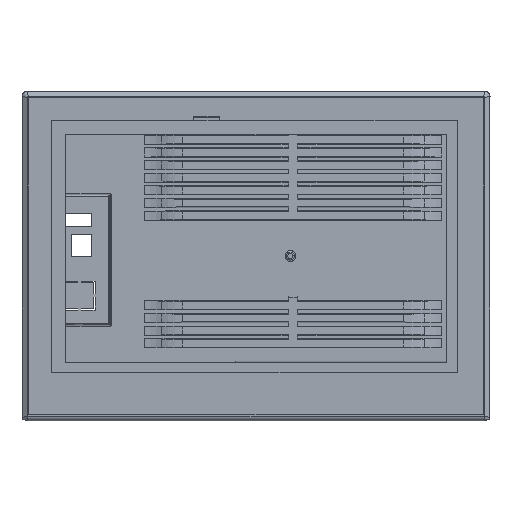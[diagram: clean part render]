
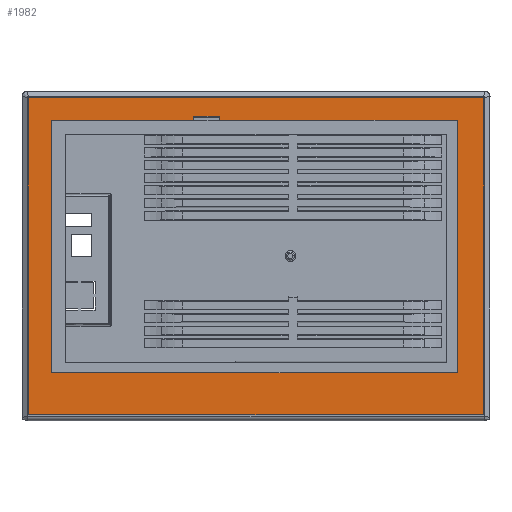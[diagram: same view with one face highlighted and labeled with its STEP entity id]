
A CAD part, front view. The second image highlights one B-rep face of the part: STEP entity #1982.
In plain terms, the highlighted planar face has unit normal (0, -1, 0).
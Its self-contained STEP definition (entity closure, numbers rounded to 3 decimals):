
#1982=ADVANCED_FACE('',(#4836,#2989),#47449,.T.);
#2989=FACE_BOUND('',#7656,.T.);
#4836=FACE_OUTER_BOUND('',#7655,.T.);
#7655=EDGE_LOOP('',(#18055,#18056,#18057,#18058,#18059,#18060,#18061,#18062));
#7656=EDGE_LOOP('',(#18063,#18064,#18065,#18066,#18067,#18068,#18069,#18070));
#18055=ORIENTED_EDGE('',*,*,#29461,.T.);
#18056=ORIENTED_EDGE('',*,*,#29457,.F.);
#18057=ORIENTED_EDGE('',*,*,#29455,.T.);
#18058=ORIENTED_EDGE('',*,*,#29476,.T.);
#18059=ORIENTED_EDGE('',*,*,#29473,.T.);
#18060=ORIENTED_EDGE('',*,*,#29470,.F.);
#18061=ORIENTED_EDGE('',*,*,#29467,.T.);
#18062=ORIENTED_EDGE('',*,*,#29464,.F.);
#18063=ORIENTED_EDGE('',*,*,#29484,.T.);
#18064=ORIENTED_EDGE('',*,*,#29477,.T.);
#18065=ORIENTED_EDGE('',*,*,#29478,.T.);
#18066=ORIENTED_EDGE('',*,*,#29479,.T.);
#18067=ORIENTED_EDGE('',*,*,#29480,.T.);
#18068=ORIENTED_EDGE('',*,*,#29481,.T.);
#18069=ORIENTED_EDGE('',*,*,#29482,.T.);
#18070=ORIENTED_EDGE('',*,*,#29483,.T.);
#29455=EDGE_CURVE('',#44241,#44240,#32862,.T.);
#29457=EDGE_CURVE('',#44241,#44242,#38061,.T.);
#29461=EDGE_CURVE('',#44245,#44242,#32864,.T.);
#29464=EDGE_CURVE('',#44245,#44247,#38066,.T.);
#29467=EDGE_CURVE('',#44249,#44247,#32866,.T.);
#29470=EDGE_CURVE('',#44249,#44251,#38070,.T.);
#29473=EDGE_CURVE('',#44253,#44251,#32868,.T.);
#29476=EDGE_CURVE('',#44240,#44253,#38074,.T.);
#29477=EDGE_CURVE('',#44254,#44255,#38075,.T.);
#29478=EDGE_CURVE('',#44255,#44256,#38076,.T.);
#29479=EDGE_CURVE('',#44256,#44257,#38077,.T.);
#29480=EDGE_CURVE('',#44257,#44258,#38078,.T.);
#29481=EDGE_CURVE('',#44258,#44259,#38079,.T.);
#29482=EDGE_CURVE('',#44259,#44260,#38080,.T.);
#29483=EDGE_CURVE('',#44260,#44261,#38081,.T.);
#29484=EDGE_CURVE('',#44261,#44254,#38082,.T.);
#32862=(
BOUNDED_CURVE()
B_SPLINE_CURVE(2,(#98152,#98153,#98154),.UNSPECIFIED.,.F.,.F.)
B_SPLINE_CURVE_WITH_KNOTS((3,3),(0.,0.314),.UNSPECIFIED.)
CURVE()
GEOMETRIC_REPRESENTATION_ITEM()
RATIONAL_B_SPLINE_CURVE((1.,0.707,1.))
REPRESENTATION_ITEM('')
);
#32864=(
BOUNDED_CURVE()
B_SPLINE_CURVE(2,(#98166,#98167,#98168),.UNSPECIFIED.,.F.,.F.)
B_SPLINE_CURVE_WITH_KNOTS((3,3),(0.,0.314),.UNSPECIFIED.)
CURVE()
GEOMETRIC_REPRESENTATION_ITEM()
RATIONAL_B_SPLINE_CURVE((1.,0.707,1.))
REPRESENTATION_ITEM('')
);
#32866=(
BOUNDED_CURVE()
B_SPLINE_CURVE(2,(#98180,#98181,#98182),.UNSPECIFIED.,.F.,.F.)
B_SPLINE_CURVE_WITH_KNOTS((3,3),(0.,0.314),.UNSPECIFIED.)
CURVE()
GEOMETRIC_REPRESENTATION_ITEM()
RATIONAL_B_SPLINE_CURVE((1.,0.707,1.))
REPRESENTATION_ITEM('')
);
#32868=(
BOUNDED_CURVE()
B_SPLINE_CURVE(2,(#98194,#98195,#98196),.UNSPECIFIED.,.F.,.F.)
B_SPLINE_CURVE_WITH_KNOTS((3,3),(0.,0.314),.UNSPECIFIED.)
CURVE()
GEOMETRIC_REPRESENTATION_ITEM()
RATIONAL_B_SPLINE_CURVE((1.,0.707,1.))
REPRESENTATION_ITEM('')
);
#38061=B_SPLINE_CURVE_WITH_KNOTS('',1,(#98157,#98158),.UNSPECIFIED.,.F.,
 .F.,(2,2),(0.,184.13),.UNSPECIFIED.);
#38066=B_SPLINE_CURVE_WITH_KNOTS('',1,(#98173,#98174),.UNSPECIFIED.,.F.,
 .F.,(2,2),(-264.5,0.),.UNSPECIFIED.);
#38070=B_SPLINE_CURVE_WITH_KNOTS('',1,(#98187,#98188),.UNSPECIFIED.,.F.,
 .F.,(2,2),(-184.13,0.),.UNSPECIFIED.);
#38074=B_SPLINE_CURVE_WITH_KNOTS('',1,(#98201,#98202),.UNSPECIFIED.,.F.,
 .F.,(2,2),(-264.5,0.),.UNSPECIFIED.);
#38075=B_SPLINE_CURVE_WITH_KNOTS('',1,(#98203,#98204),.UNSPECIFIED.,.F.,
 .F.,(2,2),(0.,82.6),.UNSPECIFIED.);
#38076=B_SPLINE_CURVE_WITH_KNOTS('',1,(#98205,#98206),.UNSPECIFIED.,.F.,
 .F.,(2,2),(0.,2.5),.UNSPECIFIED.);
#38077=B_SPLINE_CURVE_WITH_KNOTS('',1,(#98207,#98208),.UNSPECIFIED.,.F.,
 .F.,(2,2),(0.,15.),.UNSPECIFIED.);
#38078=B_SPLINE_CURVE_WITH_KNOTS('',1,(#98209,#98210),.UNSPECIFIED.,.F.,
 .F.,(2,2),(0.,2.5),.UNSPECIFIED.);
#38079=B_SPLINE_CURVE_WITH_KNOTS('',1,(#98211,#98212),.UNSPECIFIED.,.F.,
 .F.,(2,2),(-138.4,0.),.UNSPECIFIED.);
#38080=B_SPLINE_CURVE_WITH_KNOTS('',1,(#98213,#98214),.UNSPECIFIED.,.F.,
 .F.,(2,2),(0.,146.8),.UNSPECIFIED.);
#38081=B_SPLINE_CURVE_WITH_KNOTS('',1,(#98215,#98216),.UNSPECIFIED.,.F.,
 .F.,(2,2),(0.,236.),.UNSPECIFIED.);
#38082=B_SPLINE_CURVE_WITH_KNOTS('',1,(#98217,#98218),.UNSPECIFIED.,.F.,
 .F.,(2,2),(0.,146.8),.UNSPECIFIED.);
#44240=VERTEX_POINT('',#93525);
#44241=VERTEX_POINT('',#93526);
#44242=VERTEX_POINT('',#93527);
#44245=VERTEX_POINT('',#93530);
#44247=VERTEX_POINT('',#93532);
#44249=VERTEX_POINT('',#93534);
#44251=VERTEX_POINT('',#93536);
#44253=VERTEX_POINT('',#93538);
#44254=VERTEX_POINT('',#93539);
#44255=VERTEX_POINT('',#93540);
#44256=VERTEX_POINT('',#93541);
#44257=VERTEX_POINT('',#93542);
#44258=VERTEX_POINT('',#93543);
#44259=VERTEX_POINT('',#93544);
#44260=VERTEX_POINT('',#93545);
#44261=VERTEX_POINT('',#93546);
#47449=PLANE('',#49408);
#49408=AXIS2_PLACEMENT_3D('',#82454,#51334,$);
#51334=DIRECTION('',(0.,-1.,0.));
#82454=CARTESIAN_POINT('',(298.044,0.804,15.591));
#93525=CARTESIAN_POINT('',(5.654,0.804,-188.592));
#93526=CARTESIAN_POINT('',(5.454,0.804,-188.392));
#93527=CARTESIAN_POINT('',(5.454,0.804,-4.262));
#93530=CARTESIAN_POINT('',(5.654,0.804,-4.062));
#93532=CARTESIAN_POINT('',(270.154,0.804,-4.062));
#93534=CARTESIAN_POINT('',(270.354,0.804,-4.262));
#93536=CARTESIAN_POINT('',(270.354,0.804,-188.392));
#93538=CARTESIAN_POINT('',(270.154,0.804,-188.592));
#93539=CARTESIAN_POINT('',(19.004,0.804,-17.412));
#93540=CARTESIAN_POINT('',(101.604,0.804,-17.412));
#93541=CARTESIAN_POINT('',(101.604,0.804,-14.912));
#93542=CARTESIAN_POINT('',(116.604,0.804,-14.912));
#93543=CARTESIAN_POINT('',(116.604,0.804,-17.412));
#93544=CARTESIAN_POINT('',(255.004,0.804,-17.412));
#93545=CARTESIAN_POINT('',(255.004,0.804,-164.212));
#93546=CARTESIAN_POINT('',(19.004,0.804,-164.212));
#98152=CARTESIAN_POINT('',(5.454,0.804,-188.392));
#98153=CARTESIAN_POINT('',(5.454,0.804,-188.592));
#98154=CARTESIAN_POINT('',(5.654,0.804,-188.592));
#98157=CARTESIAN_POINT('',(5.454,0.804,-188.392));
#98158=CARTESIAN_POINT('',(5.454,0.804,-4.262));
#98166=CARTESIAN_POINT('',(5.654,0.804,-4.062));
#98167=CARTESIAN_POINT('',(5.454,0.804,-4.062));
#98168=CARTESIAN_POINT('',(5.454,0.804,-4.262));
#98173=CARTESIAN_POINT('',(5.654,0.804,-4.062));
#98174=CARTESIAN_POINT('',(270.154,0.804,-4.062));
#98180=CARTESIAN_POINT('',(270.354,0.804,-4.262));
#98181=CARTESIAN_POINT('',(270.354,0.804,-4.062));
#98182=CARTESIAN_POINT('',(270.154,0.804,-4.062));
#98187=CARTESIAN_POINT('',(270.354,0.804,-4.262));
#98188=CARTESIAN_POINT('',(270.354,0.804,-188.392));
#98194=CARTESIAN_POINT('',(270.154,0.804,-188.592));
#98195=CARTESIAN_POINT('',(270.354,0.804,-188.592));
#98196=CARTESIAN_POINT('',(270.354,0.804,-188.392));
#98201=CARTESIAN_POINT('',(5.654,0.804,-188.592));
#98202=CARTESIAN_POINT('',(270.154,0.804,-188.592));
#98203=CARTESIAN_POINT('',(19.004,0.804,-17.412));
#98204=CARTESIAN_POINT('',(101.604,0.804,-17.412));
#98205=CARTESIAN_POINT('',(101.604,0.804,-17.412));
#98206=CARTESIAN_POINT('',(101.604,0.804,-14.912));
#98207=CARTESIAN_POINT('',(101.604,0.804,-14.912));
#98208=CARTESIAN_POINT('',(116.604,0.804,-14.912));
#98209=CARTESIAN_POINT('',(116.604,0.804,-14.912));
#98210=CARTESIAN_POINT('',(116.604,0.804,-17.412));
#98211=CARTESIAN_POINT('',(116.604,0.804,-17.412));
#98212=CARTESIAN_POINT('',(255.004,0.804,-17.412));
#98213=CARTESIAN_POINT('',(255.004,0.804,-17.412));
#98214=CARTESIAN_POINT('',(255.004,0.804,-164.212));
#98215=CARTESIAN_POINT('',(255.004,0.804,-164.212));
#98216=CARTESIAN_POINT('',(19.004,0.804,-164.212));
#98217=CARTESIAN_POINT('',(19.004,0.804,-164.212));
#98218=CARTESIAN_POINT('',(19.004,0.804,-17.412));
